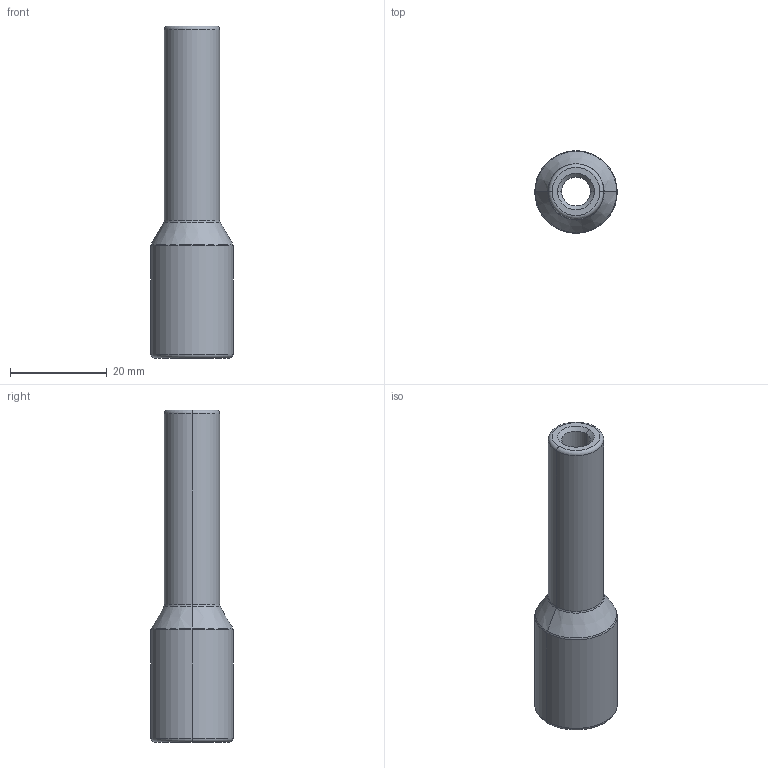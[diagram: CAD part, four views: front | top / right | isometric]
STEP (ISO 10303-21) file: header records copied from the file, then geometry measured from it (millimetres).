
FILE_DESCRIPTION (( 'STEP AP203' ), '1' );
FILE_NAME ('SB5.STEP', '2019-10-30T12:16:48', ( 'tempuser' ), ( 'Microsoft' ), 'SwSTEP 2.0', 'SolidWorks 2019', '' );
FILE_SCHEMA (( 'CONFIG_CONTROL_DESIGN' ));
Length unit declared in the file: inch
Products named in the file (1): SB5
Bounding box: 17.02 x 17.02 x 68.58 mm (x, y, z)
Volume: 6785.4 mm3; surface area: 4831.9 mm2
Topology: 1 solids, 1 shells, 35 faces, 70 edges, 38 vertices
Faces by surface type: cylinder 14, cone 10, torus 8, plane 3
Entity records: 985 total; most frequent: DIRECTION 188, CARTESIAN_POINT 144, ORIENTED_EDGE 140, AXIS2_PLACEMENT_3D 82, EDGE_CURVE 70, CIRCLE 46, EDGE_LOOP 38, VERTEX_POINT 38
